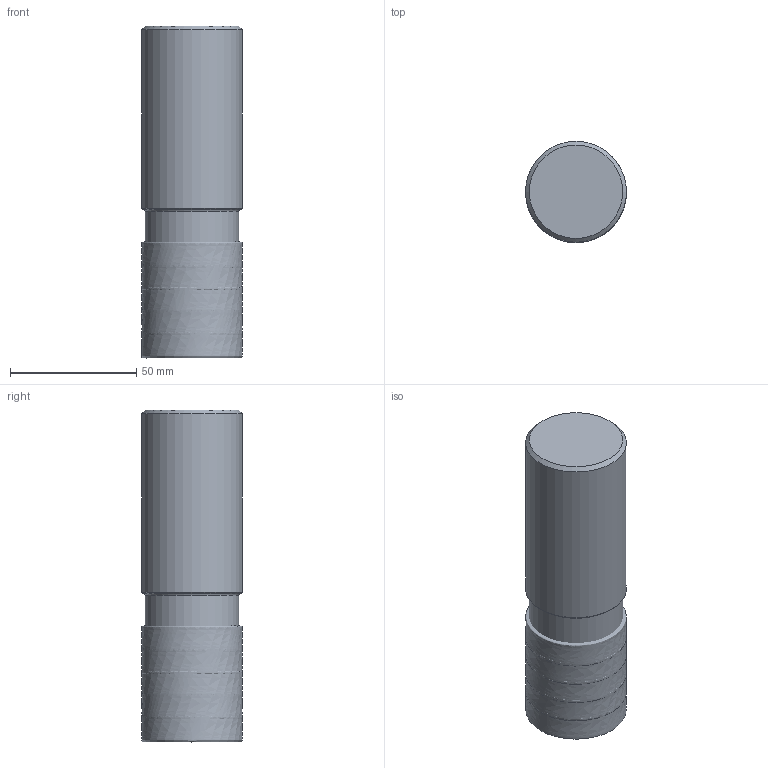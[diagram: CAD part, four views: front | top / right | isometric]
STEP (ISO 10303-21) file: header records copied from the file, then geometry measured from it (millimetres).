
FILE_DESCRIPTION(/* description */ (''),/* implementation_level */ '2;1');
FILE_NAME(/* name */ '1583809070305.stp',/* time_stamp */ '2020-03-10T08:28:05+06:00',/* author */ (''),/* organization */ ('SMS'),/* preprocessor_version */ 'ST-DEVELOPER v16.7',/* originating_system */ 'SIEMENS PLM Software NX 12.0',/* authorisation */ '');
FILE_SCHEMA (('AUTOMOTIVE_DESIGN { 1 0 10303 214 3 1 1 1 }'));
Length unit declared in the file: millimetre
Products named in the file (4): ASSEMBLY_CONSTRUCTION; 202220500mod000_00; 202888937mod000_00; 202888939mod000_00
Assembly tree (7 placements, depth 2):
  202888939mod000_00
    202888937mod000_00
    202220500mod000_00  x5
    ASSEMBLY_CONSTRUCTION
Bounding box: 39.99 x 39.99 x 131.5 mm (x, y, z)
Volume: 192121.8 mm3; surface area: 36137.8 mm2
Topology: 6 solids, 6 shells, 29 faces, 64 edges, 69 vertices
Faces by surface type: cone 14, bspline 5, plane 4, torus 4, cylinder 2
Full cylindrical faces by diameter (mm): 37.168 x1, 39.992 x1
Entity records: 27790 total; most frequent: CARTESIAN_POINT 26949, DIRECTION 152, AXIS2_PLACEMENT_3D 76, STYLED_ITEM 50, PRESENTATION_STYLE_ASSIGNMENT 50, FACE_BOUND 49, EDGE_LOOP 46, ORIENTED_EDGE 46
